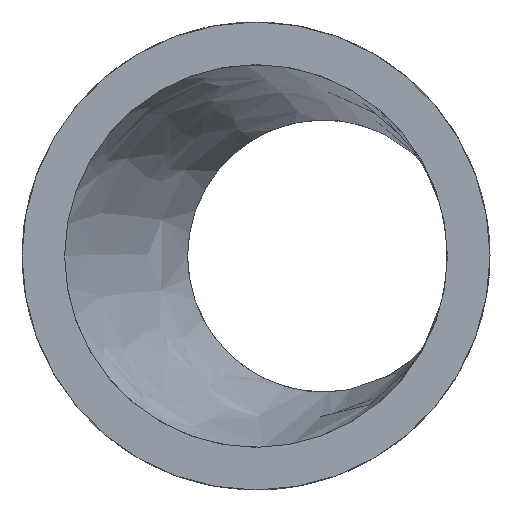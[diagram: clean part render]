
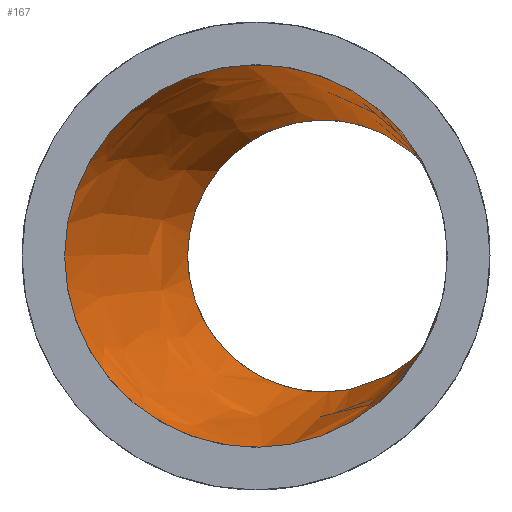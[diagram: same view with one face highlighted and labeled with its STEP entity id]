
A CAD part, left-side view. The second image highlights one B-rep face of the part: STEP entity #167.
In plain terms, the highlighted free-form (B-spline) face has degree [1, 2] with [2, 9] control points.
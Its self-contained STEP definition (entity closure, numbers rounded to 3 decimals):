
#31=CIRCLE('',#195,92.);
#32=CIRCLE('',#196,92.);
#33=CIRCLE('',#197,65.4);
#34=CIRCLE('',#198,65.4);
#35=CIRCLE('',#199,65.4);
#36=CIRCLE('',#200,65.4);
#37=CIRCLE('',#201,92.);
#38=CIRCLE('',#202,92.);
#43=(
BOUNDED_SURFACE()
B_SPLINE_SURFACE(1,2,((#928,#929,#930,#931,#932,#933,#934,#935,#936),(#937,
#938,#939,#940,#941,#942,#943,#944,#945)),.UNSPECIFIED.,.F.,.T.,.F.)
B_SPLINE_SURFACE_WITH_KNOTS((2,2),(3,2,2,2,3),(-0.212,1.819),
(-3.142,-1.571,0.,1.571,3.142),
 .UNSPECIFIED.)
GEOMETRIC_REPRESENTATION_ITEM()
RATIONAL_B_SPLINE_SURFACE(((1.,0.707,1.,0.707,1.,
0.707,1.,0.707,1.),(1.,0.707,1.,0.707,
1.,0.707,1.,0.707,1.)))
REPRESENTATION_ITEM('')
SURFACE()
);
#47=FACE_OUTER_BOUND('',#57,.T.);
#57=EDGE_LOOP('',(#121,#122,#123,#124,#125,#126,#127,#128,#129,#130));
#73=B_SPLINE_CURVE_WITH_KNOTS('',1,(#952,#953),.UNSPECIFIED.,.F.,.F.,(2,
2),(0.008,1.671),.UNSPECIFIED.);
#79=VERTEX_POINT('',#946);
#80=VERTEX_POINT('',#947);
#81=VERTEX_POINT('',#949);
#82=VERTEX_POINT('',#951);
#83=VERTEX_POINT('',#954);
#84=VERTEX_POINT('',#956);
#85=VERTEX_POINT('',#958);
#86=VERTEX_POINT('',#961);
#97=EDGE_CURVE('',#79,#80,#31,.T.);
#98=EDGE_CURVE('',#80,#81,#32,.T.);
#99=EDGE_CURVE('',#81,#82,#73,.T.);
#100=EDGE_CURVE('',#82,#83,#33,.T.);
#101=EDGE_CURVE('',#83,#84,#34,.T.);
#102=EDGE_CURVE('',#84,#85,#35,.T.);
#103=EDGE_CURVE('',#85,#82,#36,.T.);
#104=EDGE_CURVE('',#81,#86,#37,.T.);
#105=EDGE_CURVE('',#86,#79,#38,.T.);
#121=ORIENTED_EDGE('',*,*,#97,.T.);
#122=ORIENTED_EDGE('',*,*,#98,.T.);
#123=ORIENTED_EDGE('',*,*,#99,.T.);
#124=ORIENTED_EDGE('',*,*,#100,.T.);
#125=ORIENTED_EDGE('',*,*,#101,.T.);
#126=ORIENTED_EDGE('',*,*,#102,.T.);
#127=ORIENTED_EDGE('',*,*,#103,.T.);
#128=ORIENTED_EDGE('',*,*,#99,.F.);
#129=ORIENTED_EDGE('',*,*,#104,.T.);
#130=ORIENTED_EDGE('',*,*,#105,.T.);
#167=ADVANCED_FACE('',(#47),#43,.T.);
#195=AXIS2_PLACEMENT_3D('',#948,#215,#216);
#196=AXIS2_PLACEMENT_3D('',#950,#217,#218);
#197=AXIS2_PLACEMENT_3D('',#955,#219,#220);
#198=AXIS2_PLACEMENT_3D('',#957,#221,#222);
#199=AXIS2_PLACEMENT_3D('',#959,#223,#224);
#200=AXIS2_PLACEMENT_3D('',#960,#225,#226);
#201=AXIS2_PLACEMENT_3D('',#962,#227,#228);
#202=AXIS2_PLACEMENT_3D('',#963,#229,#230);
#215=DIRECTION('center_axis',(-1.,0.,0.));
#216=DIRECTION('ref_axis',(0.,-1.,0.));
#217=DIRECTION('center_axis',(-1.,0.,0.));
#218=DIRECTION('ref_axis',(0.,-1.,0.));
#219=DIRECTION('center_axis',(1.,0.,0.));
#220=DIRECTION('ref_axis',(0.,-1.,0.));
#221=DIRECTION('center_axis',(1.,0.,0.));
#222=DIRECTION('ref_axis',(0.,-1.,0.));
#223=DIRECTION('center_axis',(1.,0.,0.));
#224=DIRECTION('ref_axis',(0.,-1.,0.));
#225=DIRECTION('center_axis',(1.,0.,0.));
#226=DIRECTION('ref_axis',(0.,-1.,0.));
#227=DIRECTION('center_axis',(-1.,0.,0.));
#228=DIRECTION('ref_axis',(0.,-1.,0.));
#229=DIRECTION('center_axis',(-1.,0.,0.));
#230=DIRECTION('ref_axis',(0.,-1.,0.));
#928=CARTESIAN_POINT('Ctrl Pts',(135.006,33.28,-95.451));
#929=CARTESIAN_POINT('Ctrl Pts',(154.5,124.5,-95.451));
#930=CARTESIAN_POINT('Ctrl Pts',(154.5,124.5,0.));
#931=CARTESIAN_POINT('Ctrl Pts',(154.5,124.5,95.451));
#932=CARTESIAN_POINT('Ctrl Pts',(135.006,33.28,95.451));
#933=CARTESIAN_POINT('Ctrl Pts',(115.512,-57.94,95.451));
#934=CARTESIAN_POINT('Ctrl Pts',(115.512,-57.94,0.));
#935=CARTESIAN_POINT('Ctrl Pts',(115.512,-57.94,-95.451));
#936=CARTESIAN_POINT('Ctrl Pts',(135.006,33.28,-95.451));
#937=CARTESIAN_POINT('Ctrl Pts',(315.052,-5.196,-63.003));
#938=CARTESIAN_POINT('Ctrl Pts',(327.919,55.015,-63.003));
#939=CARTESIAN_POINT('Ctrl Pts',(327.919,55.015,0.));
#940=CARTESIAN_POINT('Ctrl Pts',(327.919,55.015,63.003));
#941=CARTESIAN_POINT('Ctrl Pts',(315.052,-5.196,63.003));
#942=CARTESIAN_POINT('Ctrl Pts',(302.185,-65.407,63.003));
#943=CARTESIAN_POINT('Ctrl Pts',(302.185,-65.407,0.));
#944=CARTESIAN_POINT('Ctrl Pts',(302.185,-65.407,-63.003));
#945=CARTESIAN_POINT('Ctrl Pts',(315.052,-5.196,-63.003));
#946=CARTESIAN_POINT('',(154.5,-42.798,52.86));
#947=CARTESIAN_POINT('',(154.5,124.5,0.));
#948=CARTESIAN_POINT('Origin',(154.5,32.5,0.));
#949=CARTESIAN_POINT('',(154.5,29.114,-91.938));
#950=CARTESIAN_POINT('Origin',(154.5,32.5,0.));
#951=CARTESIAN_POINT('',(302.,-2.407,-65.356));
#952=CARTESIAN_POINT('Ctrl Pts',(154.5,29.114,-91.938));
#953=CARTESIAN_POINT('Ctrl Pts',(302.,-2.407,-65.356));
#954=CARTESIAN_POINT('',(302.,65.4,0.));
#955=CARTESIAN_POINT('Origin',(302.,0.,0.));
#956=CARTESIAN_POINT('',(302.,-53.527,37.576));
#957=CARTESIAN_POINT('Origin',(302.,0.,0.));
#958=CARTESIAN_POINT('',(302.,-53.527,-37.576));
#959=CARTESIAN_POINT('Origin',(302.,0.,0.));
#960=CARTESIAN_POINT('Origin',(302.,0.,0.));
#961=CARTESIAN_POINT('',(154.5,-42.798,-52.86));
#962=CARTESIAN_POINT('Origin',(154.5,32.5,0.));
#963=CARTESIAN_POINT('Origin',(154.5,32.5,0.));
